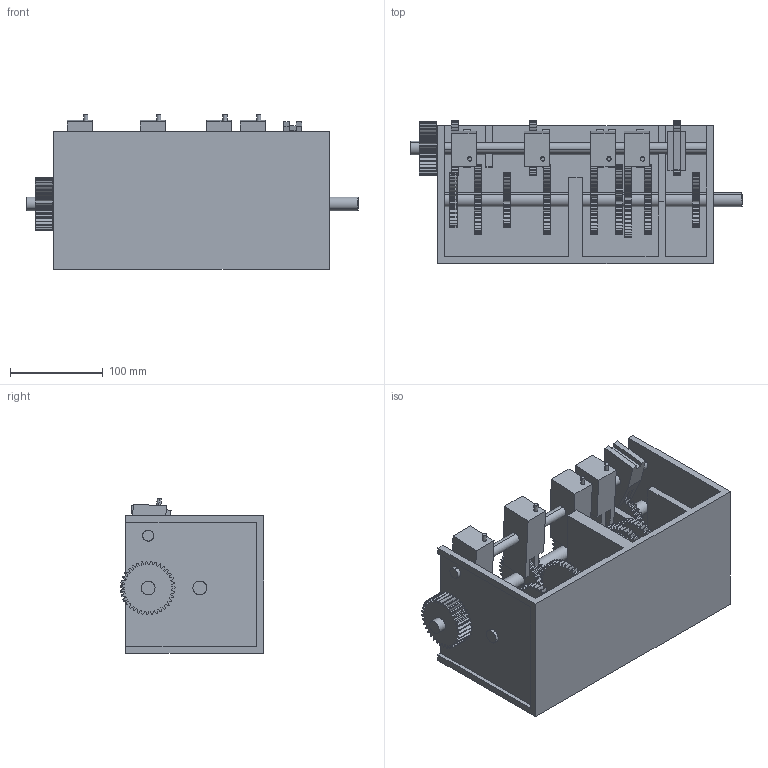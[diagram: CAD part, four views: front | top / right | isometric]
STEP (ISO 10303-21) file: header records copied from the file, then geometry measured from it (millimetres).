
FILE_DESCRIPTION(('FreeCAD Model'),'2;1');
FILE_NAME('Open CASCADE Shape Model','2025-05-09T04:45:32',('FreeCAD'),( 'FreeCAD'),'Open CASCADE STEP processor 7.6','FreeCAD','Unknown');
FILE_SCHEMA(('AUTOMOTIVE_DESIGN { 1 0 10303 214 1 1 1 1 }'));
Products named in the file (1): Open CASCADE STEP translator 7.6 1
Bounding box: 357.14 x 154 x 166.63 mm (x, y, z)
Volume: 2105839.4 mm3; surface area: 570361 mm2
Topology: 28 solids, 28 shells, 3005 faces, 8832 edges, 5887 vertices
Faces by surface type: bspline 3005
Entity records: 92538 total; most frequent: CARTESIAN_POINT 47668, ORIENTED_EDGE 17664, EDGE_CURVE 8832, VERTEX_POINT 5887, B_SPLINE_CURVE_WITH_KNOTS 3112, FACE_BOUND 3077, EDGE_LOOP 3077, ADVANCED_FACE 3005
